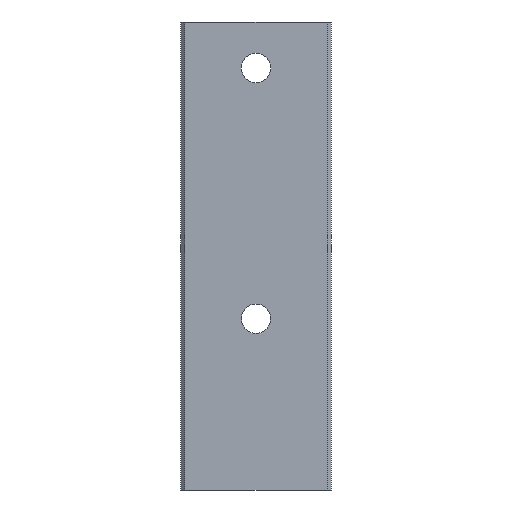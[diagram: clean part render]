
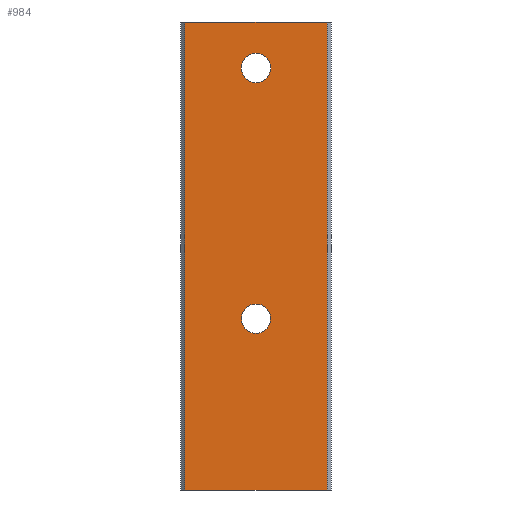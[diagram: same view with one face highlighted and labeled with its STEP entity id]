
A CAD part, front view. The second image highlights one B-rep face of the part: STEP entity #984.
In plain terms, the highlighted planar face has unit normal (0, -1, 0).
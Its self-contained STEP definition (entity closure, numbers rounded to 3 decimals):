
#54 = EDGE_CURVE ( 'NONE', #568, #585, #457, .T. ) ;
#55 = EDGE_CURVE ( 'NONE', #954, #954, #474, .T. ) ;
#65 = EDGE_CURVE ( 'NONE', #568, #550, #485, .T. ) ;
#67 = EDGE_CURVE ( 'NONE', #550, #555, #493, .T. ) ;
#71 = EDGE_CURVE ( 'NONE', #585, #555, #501, .T. ) ;
#81 = EDGE_CURVE ( 'NONE', #960, #960, #521, .T. ) ;
#85 = AXIS2_PLACEMENT_3D ( 'NONE', #705, #706, #707 ) ;
#94 = AXIS2_PLACEMENT_3D ( 'NONE', #761, #763, #764 ) ;
#99 = AXIS2_PLACEMENT_3D ( 'NONE', #830, #831, #832 ) ;
#167 = EDGE_LOOP ( 'NONE', ( #290 ) ) ;
#175 = EDGE_LOOP ( 'NONE', ( #237, #297, #239, #288 ) ) ;
#178 = EDGE_LOOP ( 'NONE', ( #231 ) ) ;
#198 = FACE_BOUND ( 'NONE', #178, .T. ) ;
#231 = ORIENTED_EDGE ( 'NONE', *, *, #55, .T. ) ;
#237 = ORIENTED_EDGE ( 'NONE', *, *, #67, .F. ) ;
#239 = ORIENTED_EDGE ( 'NONE', *, *, #54, .T. ) ;
#288 = ORIENTED_EDGE ( 'NONE', *, *, #71, .T. ) ;
#290 = ORIENTED_EDGE ( 'NONE', *, *, #81, .T. ) ;
#297 = ORIENTED_EDGE ( 'NONE', *, *, #65, .F. ) ;
#457 = LINE ( 'NONE', #701, #469 ) ;
#469 = VECTOR ( 'NONE', #704, 1000. ) ;
#474 = CIRCLE ( 'NONE', #85, 1.75 ) ;
#485 = LINE ( 'NONE', #723, #489 ) ;
#489 = VECTOR ( 'NONE', #729, 1000. ) ;
#493 = LINE ( 'NONE', #732, #494 ) ;
#494 = VECTOR ( 'NONE', #733, 1000. ) ;
#501 = LINE ( 'NONE', #740, #502 ) ;
#502 = VECTOR ( 'NONE', #741, 1000. ) ;
#521 = CIRCLE ( 'NONE', #94, 1.75 ) ;
#526 = FACE_BOUND ( 'NONE', #167, .T. ) ;
#529 = FACE_OUTER_BOUND ( 'NONE', #175, .T. ) ;
#550 = VERTEX_POINT ( 'NONE', #770 ) ;
#555 = VERTEX_POINT ( 'NONE', #778 ) ;
#568 = VERTEX_POINT ( 'NONE', #790 ) ;
#585 = VERTEX_POINT ( 'NONE', #807 ) ;
#701 = CARTESIAN_POINT ( 'NONE',  ( 8.5, 0., -56. ) ) ;
#704 = DIRECTION ( 'NONE',  ( 1., 0., 0. ) ) ;
#705 = CARTESIAN_POINT ( 'NONE',  ( 0., 0., -35.5 ) ) ;
#706 = DIRECTION ( 'NONE',  ( 0., 1., 0. ) ) ;
#707 = DIRECTION ( 'NONE',  ( 0., 0., 1. ) ) ;
#723 = CARTESIAN_POINT ( 'NONE',  ( -8.5, 0., -56. ) ) ;
#729 = DIRECTION ( 'NONE',  ( 0., 0., 1. ) ) ;
#732 = CARTESIAN_POINT ( 'NONE',  ( 8.5, 0., 0. ) ) ;
#733 = DIRECTION ( 'NONE',  ( 1., 0., 0. ) ) ;
#740 = CARTESIAN_POINT ( 'NONE',  ( 8.5, 0., -56. ) ) ;
#741 = DIRECTION ( 'NONE',  ( 0., 0., 1. ) ) ;
#761 = CARTESIAN_POINT ( 'NONE',  ( 0., 0., -5.5 ) ) ;
#763 = DIRECTION ( 'NONE',  ( 0., 1., 0. ) ) ;
#764 = DIRECTION ( 'NONE',  ( 0., 0., 1. ) ) ;
#770 = CARTESIAN_POINT ( 'NONE',  ( -8.5, 0., 0. ) ) ;
#778 = CARTESIAN_POINT ( 'NONE',  ( 8.5, 0., 0. ) ) ;
#790 = CARTESIAN_POINT ( 'NONE',  ( -8.5, 0., -56. ) ) ;
#807 = CARTESIAN_POINT ( 'NONE',  ( 8.5, 0., -56. ) ) ;
#829 = PLANE ( 'NONE',  #99 ) ;
#830 = CARTESIAN_POINT ( 'NONE',  ( 8.5, 0., -56. ) ) ;
#831 = DIRECTION ( 'NONE',  ( 0., -1., 0. ) ) ;
#832 = DIRECTION ( 'NONE',  ( 1., 0., 0. ) ) ;
#954 = VERTEX_POINT ( 'NONE', #955 ) ;
#955 = CARTESIAN_POINT ( 'NONE',  ( 0., 0., -33.75 ) ) ;
#960 = VERTEX_POINT ( 'NONE', #961 ) ;
#961 = CARTESIAN_POINT ( 'NONE',  ( 0., 0., -3.75 ) ) ;
#984 = ADVANCED_FACE ( 'NONE', ( #526, #529, #198 ), #829, .T. ) ;
